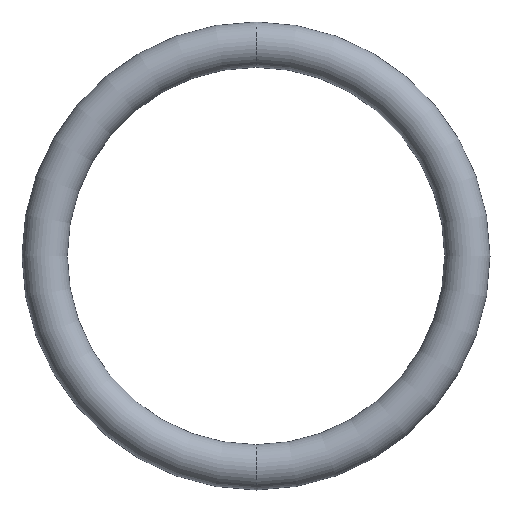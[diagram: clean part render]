
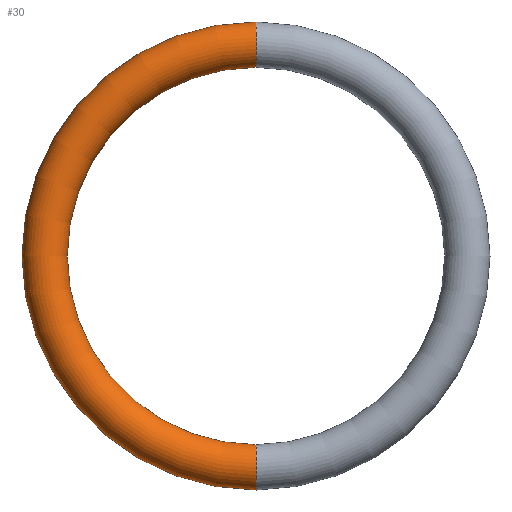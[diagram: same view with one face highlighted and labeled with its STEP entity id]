
A CAD part, front view. The second image highlights one B-rep face of the part: STEP entity #30.
In plain terms, the highlighted toroidal (fillet/blend) face has major radius 28 mm and minor radius 3 mm.
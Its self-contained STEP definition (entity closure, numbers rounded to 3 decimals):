
#8 = FACE_OUTER_BOUND ( 'NONE', #240, .T. ) ;
#17 = CIRCLE ( 'NONE', #34, 31. ) ;
#18 = ORIENTED_EDGE ( 'NONE', *, *, #45, .F. ) ;
#27 = EDGE_CURVE ( 'NONE', #73, #147, #235, .T. ) ;
#30 = ADVANCED_FACE ( 'NONE', ( #8 ), #242, .T. ) ;
#34 = AXIS2_PLACEMENT_3D ( 'NONE', #173, #172, #237 ) ;
#37 = EDGE_CURVE ( 'NONE', #78, #147, #124, .T. ) ;
#45 = EDGE_CURVE ( 'NONE', #47, #73, #58, .T. ) ;
#47 = VERTEX_POINT ( 'NONE', #149 ) ;
#55 = AXIS2_PLACEMENT_3D ( 'NONE', #206, #208, #154 ) ;
#57 = AXIS2_PLACEMENT_3D ( 'NONE', #271, #192, #88 ) ;
#58 = CIRCLE ( 'NONE', #57, 3. ) ;
#62 = CARTESIAN_POINT ( 'NONE',  ( 0., 0., 25. ) ) ;
#73 = VERTEX_POINT ( 'NONE', #62 ) ;
#78 = VERTEX_POINT ( 'NONE', #116 ) ;
#88 = DIRECTION ( 'NONE',  ( 0., 0., -1. ) ) ;
#110 = CARTESIAN_POINT ( 'NONE',  ( 0., 0., 0. ) ) ;
#116 = CARTESIAN_POINT ( 'NONE',  ( 0., 0., -31. ) ) ;
#119 = ORIENTED_EDGE ( 'NONE', *, *, #27, .F. ) ;
#124 = CIRCLE ( 'NONE', #55, 3. ) ;
#131 = ORIENTED_EDGE ( 'NONE', *, *, #228, .T. ) ;
#147 = VERTEX_POINT ( 'NONE', #233 ) ;
#149 = CARTESIAN_POINT ( 'NONE',  ( 0., 0., 31. ) ) ;
#154 = DIRECTION ( 'NONE',  ( 0., 0., 1. ) ) ;
#172 = DIRECTION ( 'NONE',  ( 0., -1., 0. ) ) ;
#173 = CARTESIAN_POINT ( 'NONE',  ( 0., 0., 0. ) ) ;
#192 = DIRECTION ( 'NONE',  ( 1., 0., 0. ) ) ;
#197 = ORIENTED_EDGE ( 'NONE', *, *, #37, .T. ) ;
#205 = DIRECTION ( 'NONE',  ( 0., 0., -1. ) ) ;
#206 = CARTESIAN_POINT ( 'NONE',  ( 0., 0., -28. ) ) ;
#208 = DIRECTION ( 'NONE',  ( -1., 0., 0. ) ) ;
#221 = AXIS2_PLACEMENT_3D ( 'NONE', #266, #229, #205 ) ;
#228 = EDGE_CURVE ( 'NONE', #47, #78, #17, .T. ) ;
#229 = DIRECTION ( 'NONE',  ( 0., -1., 0. ) ) ;
#233 = CARTESIAN_POINT ( 'NONE',  ( 0., 0., -25. ) ) ;
#235 = CIRCLE ( 'NONE', #221, 25. ) ;
#237 = DIRECTION ( 'NONE',  ( 0., 0., -1. ) ) ;
#239 = AXIS2_PLACEMENT_3D ( 'NONE', #110, #270, #247 ) ;
#240 = EDGE_LOOP ( 'NONE', ( #18, #131, #197, #119 ) ) ;
#242 = TOROIDAL_SURFACE ( 'NONE', #239, 28., 3. ) ;
#247 = DIRECTION ( 'NONE',  ( 0., 0., -1. ) ) ;
#266 = CARTESIAN_POINT ( 'NONE',  ( 0., 0., 0. ) ) ;
#270 = DIRECTION ( 'NONE',  ( 0., -1., 0. ) ) ;
#271 = CARTESIAN_POINT ( 'NONE',  ( 0., 0., 28. ) ) ;
